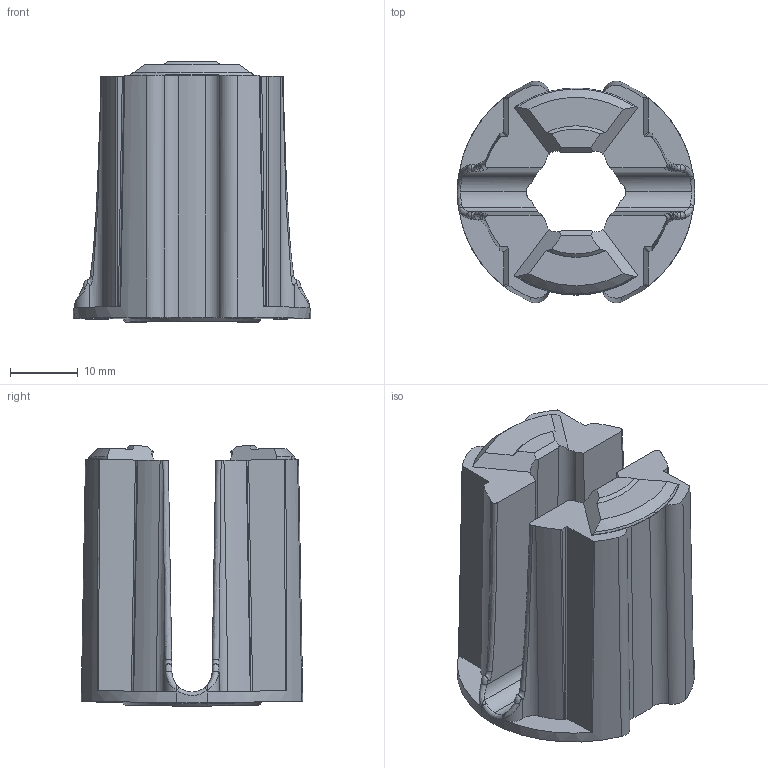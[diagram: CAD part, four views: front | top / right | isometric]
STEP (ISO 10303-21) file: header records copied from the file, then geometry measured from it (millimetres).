
FILE_DESCRIPTION (( 'STEP AP203' ), '1' );
FILE_NAME ('REV-21-6537_RevC_UNLINKED.STEP', '2025-08-26T16:11:58', ( '' ), ( '' ), 'SwSTEP 2.0', 'SolidWorks 2022', '' );
FILE_SCHEMA (( 'CONFIG_CONTROL_DESIGN' ));
Products named in the file (1): REV-21-6537_RevC_UNLINKED
Bounding box: 34.93 x 32.59 x 38.31 mm (x, y, z)
Volume: 17744.8 mm3; surface area: 7271.6 mm2
Topology: 1 solids, 1 shells, 663 faces, 1790 edges, 1182 vertices
Faces by surface type: plane 374, bspline 215, cylinder 56, cone 16, torus 2
Entity records: 40895 total; most frequent: CARTESIAN_POINT 27951, ORIENTED_EDGE 3578, EDGE_CURVE 1789, B_SPLINE_CURVE_WITH_KNOTS 1588, VERTEX_POINT 1182, DIRECTION 1163, EDGE_LOOP 719, FACE_OUTER_BOUND 663
